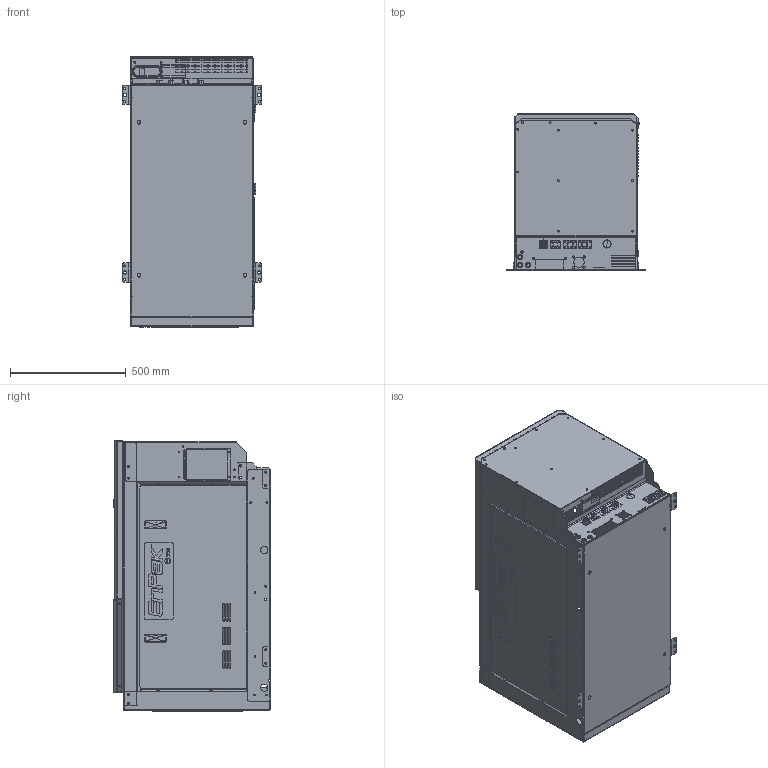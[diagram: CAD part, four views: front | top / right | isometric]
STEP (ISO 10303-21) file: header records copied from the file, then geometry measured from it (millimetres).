
FILE_DESCRIPTION (( 'STEP AP214' ), '1' );
FILE_NAME ('907815 Surfaces.STEP', '2024-03-12T19:28:58', ( '' ), ( '' ), 'SwSTEP 2.0', 'SolidWorks 2022', '' );
FILE_SCHEMA (( 'AUTOMOTIVE_DESIGN' ));
Length unit declared in the file: inch
Products named in the file (1): 907815 Surfaces
Bounding box: 602.79 x 678.57 x 1166.87 mm (x, y, z)
Surface area: 7292271.5 mm2 (no closed solid volume)
Topology: 0 solids, 124 shells, 4441 faces, 18563 edges, 13059 vertices
Faces by surface type: plane 3492, cylinder 758, torus 98, bspline 70, cone 15, sphere 8
Entity records: 252451 total; most frequent: CARTESIAN_POINT 41578, DIRECTION 29165, ORIENTED_EDGE 28950, EDGE_CURVE 18536, VECTOR 15297, LINE 15297, VERTEX_POINT 13058, AXIS2_PLACEMENT_3D 6934
